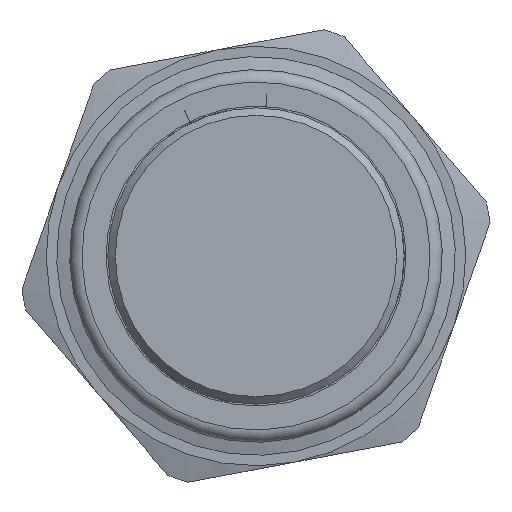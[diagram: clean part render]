
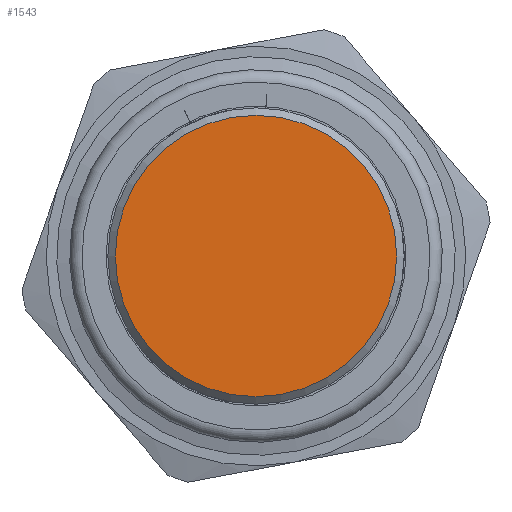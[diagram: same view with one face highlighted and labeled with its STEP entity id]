
A CAD part, left-side view. The second image highlights one B-rep face of the part: STEP entity #1543.
In plain terms, the highlighted planar face has unit normal (-1, 0, 0).
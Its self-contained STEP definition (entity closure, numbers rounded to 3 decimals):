
#1527=CARTESIAN_POINT('',(0.,4.5,0.0));
#1528=DIRECTION('',(-1.0,0.0,0.0));
#1529=DIRECTION('',(0.0,0.0,1.0));
#1530=AXIS2_PLACEMENT_3D('',#1527,#1528,#1529);
#1531=PLANE('',#1530);
#1532=CARTESIAN_POINT('',(0.,5.7,0.));
#1533=VERTEX_POINT('',#1532);
#1534=CARTESIAN_POINT('',(0.,0.0,0.0));
#1535=DIRECTION('',(1.0,0.0,0.0));
#1536=DIRECTION('',(0.0,-1.0,0.0));
#1537=AXIS2_PLACEMENT_3D('',#1534,#1535,#1536);
#1538=CIRCLE('',#1537,5.7);
#1539=EDGE_CURVE('',#1533,#1533,#1538,.T.);
#1540=ORIENTED_EDGE('',*,*,#1539,.F.);
#1541=EDGE_LOOP('',(#1540));
#1542=FACE_OUTER_BOUND('',#1541,.T.);
#1543=ADVANCED_FACE('',(#1542),#1531,.T.);
